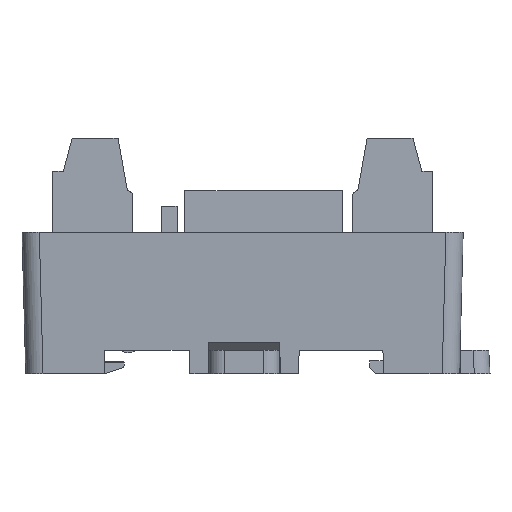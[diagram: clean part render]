
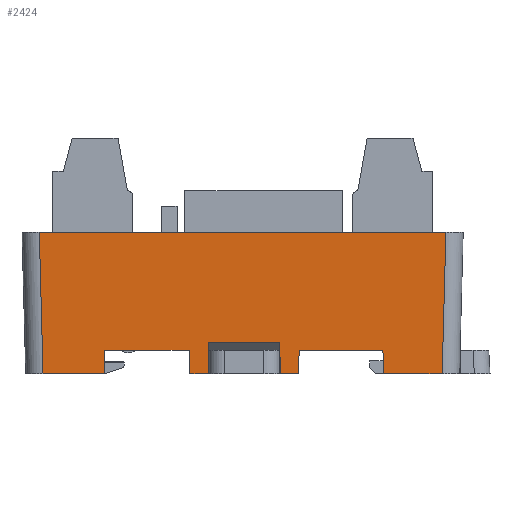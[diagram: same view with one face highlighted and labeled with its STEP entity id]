
A CAD part, left-side view. The second image highlights one B-rep face of the part: STEP entity #2424.
In plain terms, the highlighted planar face has unit normal (-1, 0, -0.026).
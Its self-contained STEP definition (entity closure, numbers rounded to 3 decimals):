
#1762=FACE_OUTER_BOUND('',#4058,.T.);
#2424=ADVANCED_FACE('',(#1762),#3131,.T.);
#3131=PLANE('',#14627);
#4058=EDGE_LOOP('',(#5316,#5317,#5318,#5319,#5320,#5321,#5322,#5323,#5324,
#5325,#5326,#5327,#5328,#5329,#5330,#5331));
#5316=ORIENTED_EDGE('',*,*,#10034,.T.);
#5317=ORIENTED_EDGE('',*,*,#9923,.T.);
#5318=ORIENTED_EDGE('',*,*,#9981,.T.);
#5319=ORIENTED_EDGE('',*,*,#9972,.T.);
#5320=ORIENTED_EDGE('',*,*,#10035,.T.);
#5321=ORIENTED_EDGE('',*,*,#9949,.T.);
#5322=ORIENTED_EDGE('',*,*,#10036,.T.);
#5323=ORIENTED_EDGE('',*,*,#9940,.T.);
#5324=ORIENTED_EDGE('',*,*,#10028,.F.);
#5325=ORIENTED_EDGE('',*,*,#9899,.T.);
#5326=ORIENTED_EDGE('',*,*,#10037,.F.);
#5327=ORIENTED_EDGE('',*,*,#10038,.F.);
#5328=ORIENTED_EDGE('',*,*,#10039,.T.);
#5329=ORIENTED_EDGE('',*,*,#10040,.F.);
#5330=ORIENTED_EDGE('',*,*,#10041,.T.);
#5331=ORIENTED_EDGE('',*,*,#10042,.F.);
#8608=VERTEX_POINT('',#19123);
#8609=VERTEX_POINT('',#19125);
#8632=VERTEX_POINT('',#19172);
#8633=VERTEX_POINT('',#19174);
#8646=VERTEX_POINT('',#19205);
#8647=VERTEX_POINT('',#19207);
#8650=VERTEX_POINT('',#19215);
#8653=VERTEX_POINT('',#19222);
#8670=VERTEX_POINT('',#19268);
#8671=VERTEX_POINT('',#19269);
#8708=VERTEX_POINT('',#19386);
#8709=VERTEX_POINT('',#19390);
#8710=VERTEX_POINT('',#19392);
#8711=VERTEX_POINT('',#19394);
#8712=VERTEX_POINT('',#19396);
#8713=VERTEX_POINT('',#19398);
#9899=EDGE_CURVE('',#8609,#8608,#11715,.T.);
#9923=EDGE_CURVE('',#8633,#8632,#11739,.T.);
#9940=EDGE_CURVE('',#8647,#8646,#11756,.T.);
#9949=EDGE_CURVE('',#8650,#8653,#11759,.T.);
#9972=EDGE_CURVE('',#8670,#8671,#11782,.T.);
#9981=EDGE_CURVE('',#8632,#8670,#11790,.T.);
#10028=EDGE_CURVE('',#8609,#8646,#11836,.T.);
#10034=EDGE_CURVE('',#8708,#8633,#11842,.T.);
#10035=EDGE_CURVE('',#8671,#8650,#11843,.T.);
#10036=EDGE_CURVE('',#8653,#8647,#11844,.T.);
#10037=EDGE_CURVE('',#8709,#8608,#11845,.T.);
#10038=EDGE_CURVE('',#8710,#8709,#11846,.T.);
#10039=EDGE_CURVE('',#8710,#8711,#11847,.T.);
#10040=EDGE_CURVE('',#8712,#8711,#11848,.T.);
#10041=EDGE_CURVE('',#8712,#8713,#11849,.T.);
#10042=EDGE_CURVE('',#8708,#8713,#11850,.T.);
#11715=LINE('',#19124,#13187);
#11739=LINE('',#19173,#13211);
#11756=LINE('',#19206,#13228);
#11759=LINE('',#19223,#13231);
#11782=LINE('',#19267,#13254);
#11790=LINE('',#19283,#13262);
#11836=LINE('',#19375,#13308);
#11842=LINE('',#19385,#13314);
#11843=LINE('',#19387,#13315);
#11844=LINE('',#19388,#13316);
#11845=LINE('',#19389,#13317);
#11846=LINE('',#19391,#13318);
#11847=LINE('',#19393,#13319);
#11848=LINE('',#19395,#13320);
#11849=LINE('',#19397,#13321);
#11850=LINE('',#19399,#13322);
#13187=VECTOR('',#15713,1.);
#13211=VECTOR('',#15739,1.);
#13228=VECTOR('',#15760,1.);
#13231=VECTOR('',#15777,1.);
#13254=VECTOR('',#15810,1.);
#13262=VECTOR('',#15822,1.);
#13308=VECTOR('',#15896,1.);
#13314=VECTOR('',#15910,1.);
#13315=VECTOR('',#15911,1.);
#13316=VECTOR('',#15912,1.);
#13317=VECTOR('',#15913,1.);
#13318=VECTOR('',#15914,1.);
#13319=VECTOR('',#15915,1.);
#13320=VECTOR('',#15916,1.);
#13321=VECTOR('',#15917,1.);
#13322=VECTOR('',#15918,1.);
#14627=AXIS2_PLACEMENT_3D('',#19400,#15919,#15920);
#15713=DIRECTION('',(0.,-1.,0.));
#15739=DIRECTION('',(0.,-1.,0.));
#15760=DIRECTION('',(0.,-1.,0.));
#15777=DIRECTION('',(0.,1.,0.));
#15810=DIRECTION('',(0.,-1.,0.));
#15822=DIRECTION('',(0.026,-0.017,-1.));
#15896=DIRECTION('',(0.026,0.017,-1.));
#15910=DIRECTION('',(-0.026,-0.035,0.999));
#15911=DIRECTION('',(-0.026,-0.026,0.999));
#15912=DIRECTION('',(0.026,-0.026,-0.999));
#15913=DIRECTION('',(-0.026,0.035,0.999));
#15914=DIRECTION('',(0.,1.,0.));
#15915=DIRECTION('',(-0.026,-0.009,1.));
#15916=DIRECTION('',(0.,1.,0.));
#15917=DIRECTION('',(0.026,-0.009,-1.));
#15918=DIRECTION('',(0.,1.,0.));
#15919=DIRECTION('',(-1.,0.,-0.026));
#15920=DIRECTION('',(-0.026,0.,1.));
#19123=CARTESIAN_POINT('',(-17.057,34.85,-15.));
#19124=CARTESIAN_POINT('',(-17.057,27.85,-15.));
#19125=CARTESIAN_POINT('',(-17.057,45.6,-15.));
#19172=CARTESIAN_POINT('',(-17.057,10.2,-15.));
#19173=CARTESIAN_POINT('',(-17.057,27.85,-15.));
#19174=CARTESIAN_POINT('',(-17.057,20.85,-15.));
#19205=CARTESIAN_POINT('',(-16.979,45.652,-18.));
#19206=CARTESIAN_POINT('',(-16.979,28.35,-18.));
#19207=CARTESIAN_POINT('',(-16.979,53.429,-18.));
#19215=CARTESIAN_POINT('',(-17.45,2.199,0.));
#19222=CARTESIAN_POINT('',(-17.45,53.901,0.));
#19223=CARTESIAN_POINT('',(-17.45,28.35,0.));
#19267=CARTESIAN_POINT('',(-16.979,27.85,-18.));
#19268=CARTESIAN_POINT('',(-16.979,10.148,-18.));
#19269=CARTESIAN_POINT('',(-16.979,2.671,-18.));
#19283=CARTESIAN_POINT('',(-17.458,10.467,0.309));
#19375=CARTESIAN_POINT('',(-17.026,45.621,-16.204));
#19385=CARTESIAN_POINT('',(-17.443,20.336,-0.282));
#19386=CARTESIAN_POINT('',(-16.979,20.955,-18.));
#19387=CARTESIAN_POINT('',(-17.433,2.217,-0.66));
#19388=CARTESIAN_POINT('',(-17.433,53.884,-0.66));
#19389=CARTESIAN_POINT('',(-17.026,34.808,-16.202));
#19390=CARTESIAN_POINT('',(-16.979,34.745,-18.));
#19391=CARTESIAN_POINT('',(-16.979,27.85,-18.));
#19392=CARTESIAN_POINT('',(-16.979,32.426,-18.));
#19393=CARTESIAN_POINT('',(-17.026,32.411,-16.204));
#19394=CARTESIAN_POINT('',(-17.083,32.391,-14.));
#19395=CARTESIAN_POINT('',(-17.083,28.35,-14.));
#19396=CARTESIAN_POINT('',(-17.083,23.309,-14.));
#19397=CARTESIAN_POINT('',(-17.026,23.29,-16.204));
#19398=CARTESIAN_POINT('',(-16.979,23.274,-18.));
#19399=CARTESIAN_POINT('',(-16.979,27.85,-18.));
#19400=CARTESIAN_POINT('',(-17.45,28.35,-0.003));
